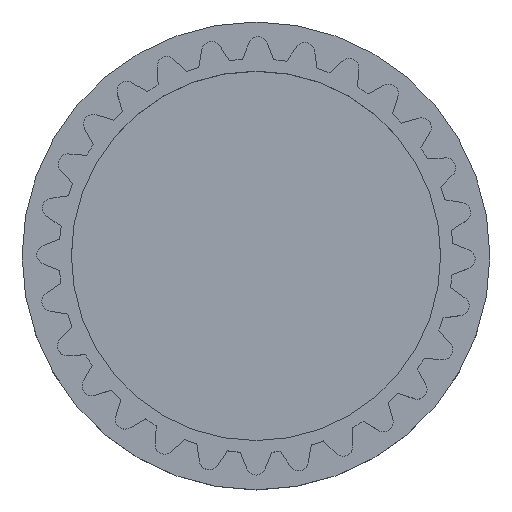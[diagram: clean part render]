
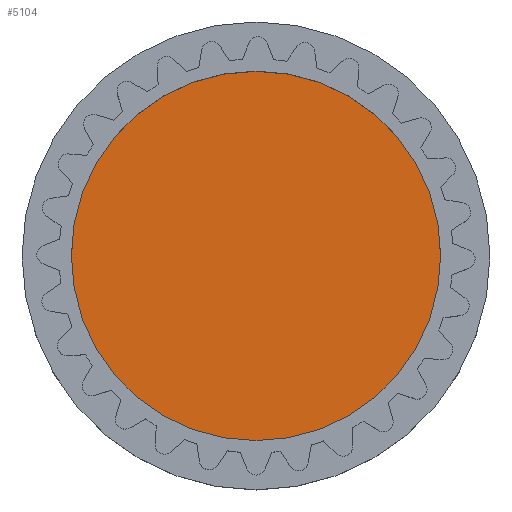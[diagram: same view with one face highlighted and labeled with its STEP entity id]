
A CAD part, top view. The second image highlights one B-rep face of the part: STEP entity #5104.
In plain terms, the highlighted planar face has unit normal (0, 0, 1).
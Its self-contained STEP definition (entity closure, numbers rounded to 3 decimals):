
#1895=CARTESIAN_POINT('',(0.,0.,-719.));
#1896=DIRECTION('',(0.,0.,1.));
#1897=DIRECTION('',(0.,1.,0.));
#1898=AXIS2_PLACEMENT_3D('',#1895,#1896,#1897);
#1900=CARTESIAN_POINT('',(0.,0.,-719.));
#1901=DIRECTION('',(0.,0.,1.));
#1902=DIRECTION('',(0.,-1.,0.));
#1903=AXIS2_PLACEMENT_3D('',#1900,#1901,#1902);
#2013=CARTESIAN_POINT('',(0.,75.,-719.));
#2014=CARTESIAN_POINT('',(0.,-75.,-719.));
#2015=VERTEX_POINT('',#2013);
#2016=VERTEX_POINT('',#2014);
#5095=CARTESIAN_POINT('',(0.,0.,-719.));
#5096=DIRECTION('',(0.,0.,1.));
#5097=DIRECTION('',(0.,1.,0.));
#5098=AXIS2_PLACEMENT_3D('',#5095,#5096,#5097);
#5099=PLANE('',#5098);
#5100=ORIENTED_EDGE('',*,*,#5075,.F.);
#5101=ORIENTED_EDGE('',*,*,#5089,.F.);
#5102=EDGE_LOOP('',(#5100,#5101));
#5103=FACE_OUTER_BOUND('',#5102,.F.);
#5104=ADVANCED_FACE('',(#5103),#5099,.T.);
#1899=CIRCLE('',#1898,75.);
#1904=CIRCLE('',#1903,75.);
#5075=EDGE_CURVE('',#2015,#2016,#1899,.T.);
#5089=EDGE_CURVE('',#2016,#2015,#1904,.T.);
